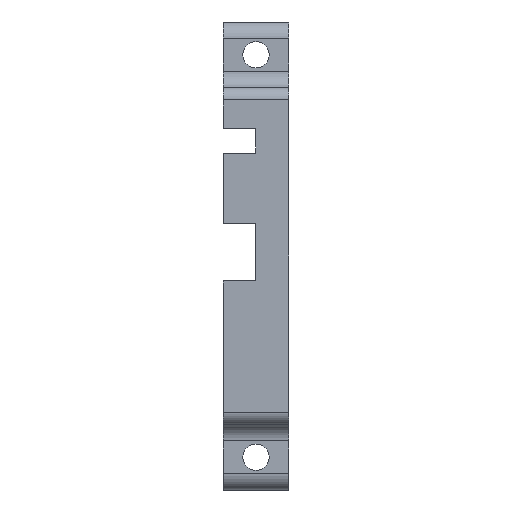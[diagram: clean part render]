
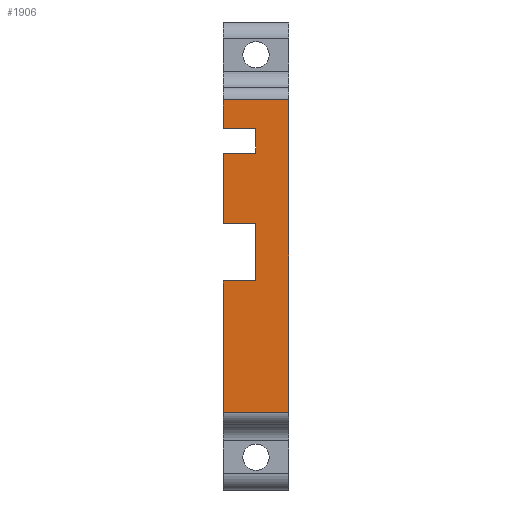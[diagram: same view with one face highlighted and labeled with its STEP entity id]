
A CAD part, left-side view. The second image highlights one B-rep face of the part: STEP entity #1906.
In plain terms, the highlighted planar face has unit normal (-1, 0, 0).
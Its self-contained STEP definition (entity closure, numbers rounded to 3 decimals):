
#30 = CARTESIAN_POINT ( 'NONE',  ( -188., 4., -3.05 ) ) ;
#175 = EDGE_CURVE ( 'NONE', #2012, #4855, #2742, .T. ) ;
#334 = DIRECTION ( 'NONE',  ( 0., 0., 1. ) ) ;
#347 = LINE ( 'NONE', #2093, #797 ) ;
#360 = VERTEX_POINT ( 'NONE', #3792 ) ;
#378 = EDGE_CURVE ( 'NONE', #4609, #2158, #5154, .T. ) ;
#379 = LINE ( 'NONE', #30, #1024 ) ;
#463 = AXIS2_PLACEMENT_3D ( 'NONE', #1883, #1493, #1519 ) ;
#552 = VECTOR ( 'NONE', #3137, 1000. ) ;
#688 = CARTESIAN_POINT ( 'NONE',  ( -188., 8., 0. ) ) ;
#713 = CARTESIAN_POINT ( 'NONE',  ( -188., 4., 12.55 ) ) ;
#768 = ORIENTED_EDGE ( 'NONE', *, *, #899, .F. ) ;
#797 = VECTOR ( 'NONE', #5696, 1000. ) ;
#805 = CARTESIAN_POINT ( 'NONE',  ( -188., 8., 19.05 ) ) ;
#825 = VECTOR ( 'NONE', #2698, 1000. ) ;
#899 = EDGE_CURVE ( 'NONE', #2012, #2814, #5824, .T. ) ;
#906 = DIRECTION ( 'NONE',  ( 0., 0., 1. ) ) ;
#922 = ORIENTED_EDGE ( 'NONE', *, *, #1704, .T. ) ;
#967 = EDGE_CURVE ( 'NONE', #4308, #1680, #4084, .T. ) ;
#1024 = VECTOR ( 'NONE', #1736, 1000. ) ;
#1068 = VECTOR ( 'NONE', #4302, 1000. ) ;
#1082 = CARTESIAN_POINT ( 'NONE',  ( -188., 4., 3.95 ) ) ;
#1210 = VECTOR ( 'NONE', #2832, 1000. ) ;
#1316 = VERTEX_POINT ( 'NONE', #2248 ) ;
#1410 = ORIENTED_EDGE ( 'NONE', *, *, #4068, .T. ) ;
#1449 = CARTESIAN_POINT ( 'NONE',  ( -188., 4., 15.55 ) ) ;
#1453 = ORIENTED_EDGE ( 'NONE', *, *, #4929, .T. ) ;
#1473 = LINE ( 'NONE', #3774, #1210 ) ;
#1493 = DIRECTION ( 'NONE',  ( 1., 0., 0. ) ) ;
#1519 = DIRECTION ( 'NONE',  ( 0., 0., -1. ) ) ;
#1534 = EDGE_CURVE ( 'NONE', #2158, #5084, #347, .T. ) ;
#1594 = CARTESIAN_POINT ( 'NONE',  ( -188., 8., 3.95 ) ) ;
#1680 = VERTEX_POINT ( 'NONE', #4038 ) ;
#1704 = EDGE_CURVE ( 'NONE', #4609, #2814, #379, .T. ) ;
#1736 = DIRECTION ( 'NONE',  ( 0., 1., 0. ) ) ;
#1883 = CARTESIAN_POINT ( 'NONE',  ( -188., 8., 0. ) ) ;
#1902 = ORIENTED_EDGE ( 'NONE', *, *, #2480, .F. ) ;
#1906 = ADVANCED_FACE ( 'NONE', ( #1940 ), #4125, .F. ) ;
#1940 = FACE_OUTER_BOUND ( 'NONE', #3292, .T. ) ;
#2003 = LINE ( 'NONE', #688, #4233 ) ;
#2012 = VERTEX_POINT ( 'NONE', #4337 ) ;
#2078 = VERTEX_POINT ( 'NONE', #3973 ) ;
#2093 = CARTESIAN_POINT ( 'NONE',  ( -188., 4., 3.95 ) ) ;
#2135 = DIRECTION ( 'NONE',  ( 0., 1., 0. ) ) ;
#2158 = VERTEX_POINT ( 'NONE', #5095 ) ;
#2248 = CARTESIAN_POINT ( 'NONE',  ( -188., 8., 12.55 ) ) ;
#2254 = VECTOR ( 'NONE', #3359, 1000. ) ;
#2306 = VERTEX_POINT ( 'NONE', #3406 ) ;
#2420 = LINE ( 'NONE', #713, #2254 ) ;
#2476 = CARTESIAN_POINT ( 'NONE',  ( -188., 4., -3.05 ) ) ;
#2480 = EDGE_CURVE ( 'NONE', #5084, #1316, #4909, .T. ) ;
#2485 = DIRECTION ( 'NONE',  ( 0., 0., 1. ) ) ;
#2698 = DIRECTION ( 'NONE',  ( 0., 1., 0. ) ) ;
#2742 = LINE ( 'NONE', #5518, #4230 ) ;
#2814 = VERTEX_POINT ( 'NONE', #3229 ) ;
#2832 = DIRECTION ( 'NONE',  ( 0., 0., 1. ) ) ;
#3050 = LINE ( 'NONE', #805, #5528 ) ;
#3137 = DIRECTION ( 'NONE',  ( 0., 0., 1. ) ) ;
#3224 = ORIENTED_EDGE ( 'NONE', *, *, #967, .F. ) ;
#3229 = CARTESIAN_POINT ( 'NONE',  ( -188., 8., -3.05 ) ) ;
#3260 = CARTESIAN_POINT ( 'NONE',  ( -188., 0., 0. ) ) ;
#3292 = EDGE_LOOP ( 'NONE', ( #768, #5232, #1453, #1410, #4679, #3224, #5209, #5580, #1902, #4438, #4491, #922 ) ) ;
#3359 = DIRECTION ( 'NONE',  ( 0., 1., 0. ) ) ;
#3406 = CARTESIAN_POINT ( 'NONE',  ( -188., 8., 19.05 ) ) ;
#3525 = CARTESIAN_POINT ( 'NONE',  ( -188., 0., -19.05 ) ) ;
#3545 = CARTESIAN_POINT ( 'NONE',  ( -188., 4., 15.55 ) ) ;
#3607 = CARTESIAN_POINT ( 'NONE',  ( -188., 8., 0. ) ) ;
#3615 = LINE ( 'NONE', #3260, #5262 ) ;
#3700 = EDGE_CURVE ( 'NONE', #2078, #1316, #2420, .T. ) ;
#3727 = EDGE_CURVE ( 'NONE', #1680, #2306, #2003, .T. ) ;
#3774 = CARTESIAN_POINT ( 'NONE',  ( -188., 4., 15.55 ) ) ;
#3792 = CARTESIAN_POINT ( 'NONE',  ( -188., 0., 19.05 ) ) ;
#3973 = CARTESIAN_POINT ( 'NONE',  ( -188., 4., 12.55 ) ) ;
#4038 = CARTESIAN_POINT ( 'NONE',  ( -188., 8., 15.55 ) ) ;
#4068 = EDGE_CURVE ( 'NONE', #360, #2306, #3050, .T. ) ;
#4084 = LINE ( 'NONE', #3545, #825 ) ;
#4125 = PLANE ( 'NONE',  #463 ) ;
#4230 = VECTOR ( 'NONE', #5042, 1000. ) ;
#4233 = VECTOR ( 'NONE', #2485, 1000. ) ;
#4302 = DIRECTION ( 'NONE',  ( 0., 0., 1. ) ) ;
#4308 = VERTEX_POINT ( 'NONE', #1449 ) ;
#4337 = CARTESIAN_POINT ( 'NONE',  ( -188., 8., -19.05 ) ) ;
#4385 = CARTESIAN_POINT ( 'NONE',  ( -188., 8., 0. ) ) ;
#4438 = ORIENTED_EDGE ( 'NONE', *, *, #1534, .F. ) ;
#4491 = ORIENTED_EDGE ( 'NONE', *, *, #378, .F. ) ;
#4609 = VERTEX_POINT ( 'NONE', #2476 ) ;
#4679 = ORIENTED_EDGE ( 'NONE', *, *, #3727, .F. ) ;
#4855 = VERTEX_POINT ( 'NONE', #3525 ) ;
#4909 = LINE ( 'NONE', #4385, #5023 ) ;
#4929 = EDGE_CURVE ( 'NONE', #4855, #360, #3615, .T. ) ;
#5023 = VECTOR ( 'NONE', #334, 1000. ) ;
#5042 = DIRECTION ( 'NONE',  ( 0., -1., 0. ) ) ;
#5084 = VERTEX_POINT ( 'NONE', #1594 ) ;
#5095 = CARTESIAN_POINT ( 'NONE',  ( -188., 4., 3.95 ) ) ;
#5154 = LINE ( 'NONE', #1082, #1068 ) ;
#5209 = ORIENTED_EDGE ( 'NONE', *, *, #5293, .F. ) ;
#5232 = ORIENTED_EDGE ( 'NONE', *, *, #175, .T. ) ;
#5262 = VECTOR ( 'NONE', #906, 1000. ) ;
#5293 = EDGE_CURVE ( 'NONE', #2078, #4308, #1473, .T. ) ;
#5518 = CARTESIAN_POINT ( 'NONE',  ( -188., 0., -19.05 ) ) ;
#5528 = VECTOR ( 'NONE', #2135, 1000. ) ;
#5580 = ORIENTED_EDGE ( 'NONE', *, *, #3700, .T. ) ;
#5696 = DIRECTION ( 'NONE',  ( 0., 1., 0. ) ) ;
#5824 = LINE ( 'NONE', #3607, #552 ) ;
